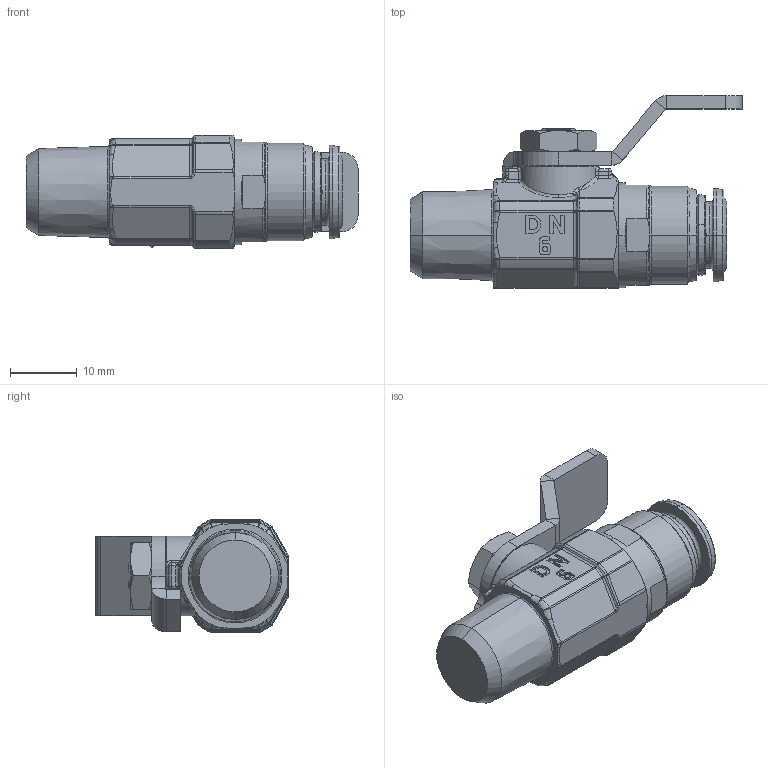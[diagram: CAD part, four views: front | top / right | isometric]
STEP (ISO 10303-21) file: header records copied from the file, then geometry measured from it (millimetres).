
FILE_DESCRIPTION (( 'STEP AP214' ), '1' );
FILE_NAME ('6657000005.STEP', '2019-11-22T12:59:53', ( 'admin' ), ( '' ), 'SwSTEP 2.0', 'SolidWorks 2016', '' );
FILE_SCHEMA (( 'AUTOMOTIVE_DESIGN' ));
Length unit declared in the file: millimetre
Products named in the file (1): 6657000005
Bounding box: 49.87 x 28.95 x 17 mm (x, y, z)
Volume: 9124 mm3; surface area: 4355.8 mm2
Topology: 1 solids, 1 shells, 475 faces, 1152 edges, 667 vertices
Faces by surface type: plane 134, bspline 123, cylinder 103, cone 52, sphere 32, torus 31
Entity records: 15672 total; most frequent: CARTESIAN_POINT 5642, ORIENTED_EDGE 2264, DIRECTION 1904, EDGE_CURVE 1132, AXIS2_PLACEMENT_3D 763, VERTEX_POINT 667, EDGE_LOOP 493, ADVANCED_FACE 475
